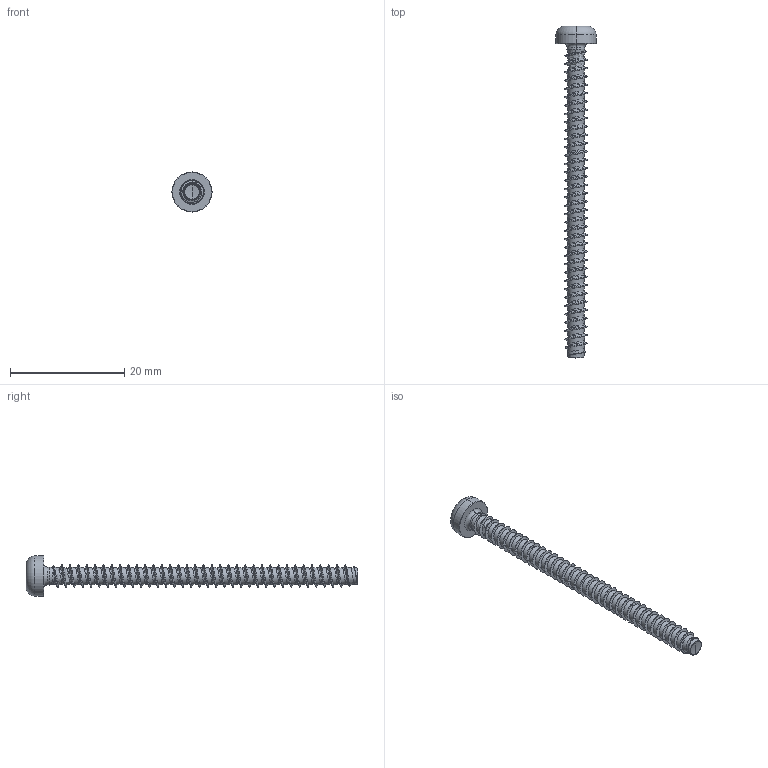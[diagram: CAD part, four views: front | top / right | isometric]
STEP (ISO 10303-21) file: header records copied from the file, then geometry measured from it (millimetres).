
FILE_DESCRIPTION (( 'STEP AP203' ), '1' );
FILE_NAME ('STP390400550.STEP', '2017-08-15T19:42:52', ( '' ), ( '' ), 'SwSTEP 2.0', 'SolidWorks 2015', '' );
FILE_SCHEMA (( 'CONFIG_CONTROL_DESIGN' ));
Length unit declared in the file: millimetre
Products named in the file (1): STP390400550
Bounding box: 7 x 58.09 x 7 mm (x, y, z)
Volume: 494.4 mm3; surface area: 968.5 mm2
Topology: 1 solids, 1 shells, 152 faces, 406 edges, 256 vertices
Faces by surface type: cylinder 98, bspline 35, cone 9, torus 6, sphere 2, plane 2
Entity records: 60483 total; most frequent: CARTESIAN_POINT 57273, ORIENTED_EDGE 808, DIRECTION 459, EDGE_CURVE 404, VERTEX_POINT 256, AXIS2_PLACEMENT_3D 174, B_SPLINE_CURVE_WITH_KNOTS 163, EDGE_LOOP 154
